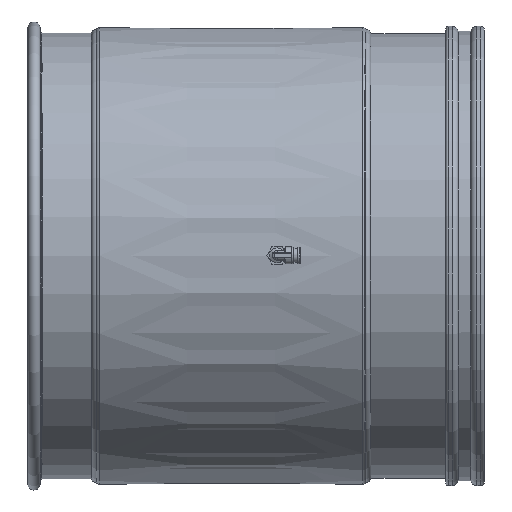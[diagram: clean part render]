
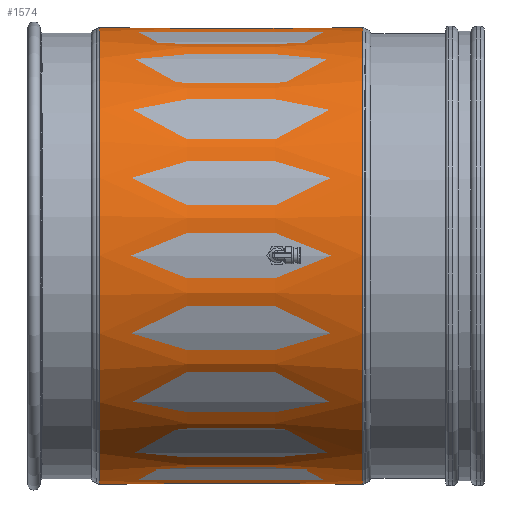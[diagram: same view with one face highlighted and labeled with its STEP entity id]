
A CAD part, top view. The second image highlights one B-rep face of the part: STEP entity #1574.
In plain terms, the highlighted conical face has half-angle 0 degrees and reference radius 182.901 mm.
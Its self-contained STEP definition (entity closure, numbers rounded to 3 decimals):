
#110=CONICAL_SURFACE('',#1782,182.901,0.);
#189=LINE('',#2819,#267);
#267=VECTOR('',#2213,182.901);
#377=FACE_OUTER_BOUND('',#495,.T.);
#495=EDGE_LOOP('',(#1316,#1317,#1318,#1319));
#616=CIRCLE('',#1781,182.901);
#617=CIRCLE('',#1783,182.9);
#762=VERTEX_POINT('',#2803);
#765=VERTEX_POINT('',#2817);
#954=EDGE_CURVE('',#762,#762,#616,.T.);
#955=EDGE_CURVE('',#765,#765,#617,.T.);
#956=EDGE_CURVE('',#765,#762,#189,.T.);
#1316=ORIENTED_EDGE('',*,*,#955,.F.);
#1317=ORIENTED_EDGE('',*,*,#956,.T.);
#1318=ORIENTED_EDGE('',*,*,#954,.T.);
#1319=ORIENTED_EDGE('',*,*,#956,.F.);
#1574=ADVANCED_FACE('',(#377),#110,.T.);
#1781=AXIS2_PLACEMENT_3D('',#2815,#2207,#2208);
#1782=AXIS2_PLACEMENT_3D('',#2816,#2209,#2210);
#1783=AXIS2_PLACEMENT_3D('',#2818,#2211,#2212);
#2207=DIRECTION('center_axis',(0.,0.,-1.));
#2208=DIRECTION('ref_axis',(1.,0.,0.));
#2209=DIRECTION('center_axis',(0.,0.,1.));
#2210=DIRECTION('ref_axis',(-1.,0.,0.));
#2211=DIRECTION('center_axis',(0.,0.,-1.));
#2212=DIRECTION('ref_axis',(1.,0.,0.));
#2213=DIRECTION('',(0.,0.,1.));
#2803=CARTESIAN_POINT('',(182.901,0.,263.533));
#2815=CARTESIAN_POINT('Origin',(0.,0.,263.533));
#2816=CARTESIAN_POINT('Origin',(0.,0.,158.017));
#2817=CARTESIAN_POINT('',(182.9,0.,52.5));
#2818=CARTESIAN_POINT('Origin',(0.,0.,52.5));
#2819=CARTESIAN_POINT('',(182.901,0.,158.017));
